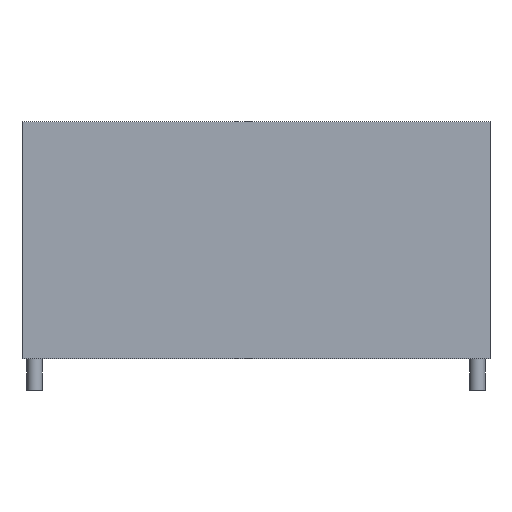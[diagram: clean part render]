
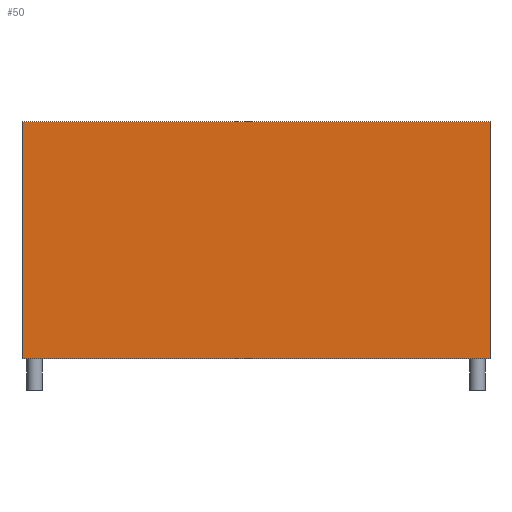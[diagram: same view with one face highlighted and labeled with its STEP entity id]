
A CAD part, front view. The second image highlights one B-rep face of the part: STEP entity #50.
In plain terms, the highlighted planar face has unit normal (0, -1, 0).
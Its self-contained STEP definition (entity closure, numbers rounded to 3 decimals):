
#50=ADVANCED_FACE('',(#66),#230,.T.);
#66=FACE_OUTER_BOUND('',#82,.T.);
#82=EDGE_LOOP('',(#98,#99,#100,#101));
#98=ORIENTED_EDGE('',*,*,#158,.T.);
#99=ORIENTED_EDGE('',*,*,#159,.T.);
#100=ORIENTED_EDGE('',*,*,#160,.F.);
#101=ORIENTED_EDGE('',*,*,#161,.F.);
#158=EDGE_CURVE('',#210,#211,#188,.T.);
#159=EDGE_CURVE('',#211,#212,#189,.T.);
#160=EDGE_CURVE('',#213,#212,#190,.T.);
#161=EDGE_CURVE('',#210,#213,#191,.T.);
#188=B_SPLINE_CURVE_WITH_KNOTS('',1,(#312,#313),.UNSPECIFIED.,.F.,.F.,(2,
2),(-112.,-74.),.UNSPECIFIED.);
#189=B_SPLINE_CURVE_WITH_KNOTS('',1,(#314,#315),.UNSPECIFIED.,.F.,.F.,(2,
2),(0.,75.),.UNSPECIFIED.);
#190=B_SPLINE_CURVE_WITH_KNOTS('',1,(#316,#317),.UNSPECIFIED.,.F.,.F.,(2,
2),(-112.,-74.),.UNSPECIFIED.);
#191=B_SPLINE_CURVE_WITH_KNOTS('',1,(#318,#319),.UNSPECIFIED.,.F.,.F.,(2,
2),(0.,75.),.UNSPECIFIED.);
#210=VERTEX_POINT('',#300);
#211=VERTEX_POINT('',#301);
#212=VERTEX_POINT('',#302);
#213=VERTEX_POINT('',#303);
#230=PLANE('',#262);
#262=AXIS2_PLACEMENT_3D('',#292,#277,$);
#277=DIRECTION('',(0.,-1.,0.));
#292=CARTESIAN_POINT('',(8.,-9.,0.1));
#300=CARTESIAN_POINT('',(8.,-9.,0.1));
#301=CARTESIAN_POINT('',(8.,-9.,38.1));
#302=CARTESIAN_POINT('',(-67.,-9.,38.1));
#303=CARTESIAN_POINT('',(-67.,-9.,0.1));
#312=CARTESIAN_POINT('',(8.,-9.,0.1));
#313=CARTESIAN_POINT('',(8.,-9.,38.1));
#314=CARTESIAN_POINT('',(8.,-9.,38.1));
#315=CARTESIAN_POINT('',(-67.,-9.,38.1));
#316=CARTESIAN_POINT('',(-67.,-9.,0.1));
#317=CARTESIAN_POINT('',(-67.,-9.,38.1));
#318=CARTESIAN_POINT('',(8.,-9.,0.1));
#319=CARTESIAN_POINT('',(-67.,-9.,0.1));
